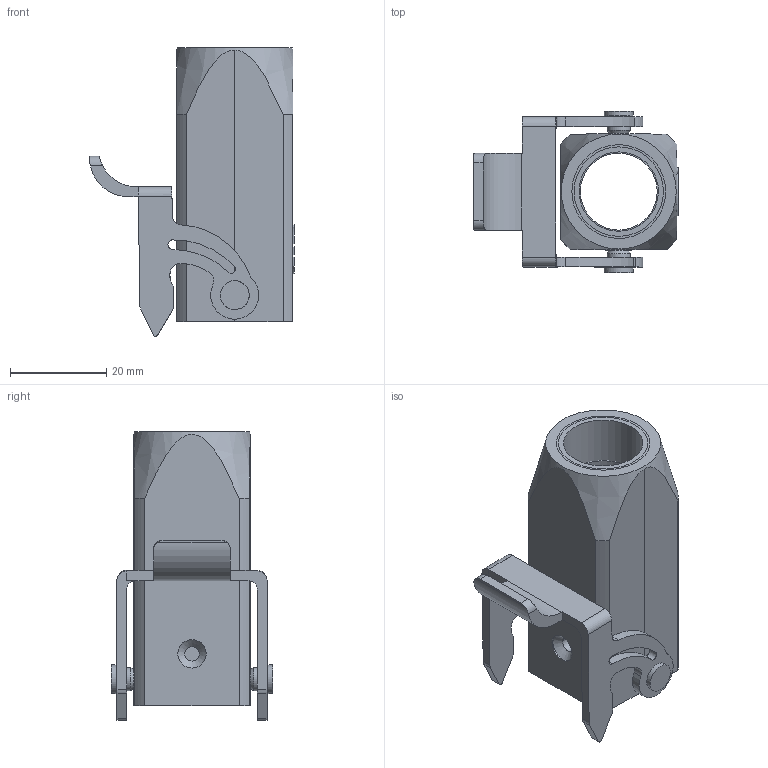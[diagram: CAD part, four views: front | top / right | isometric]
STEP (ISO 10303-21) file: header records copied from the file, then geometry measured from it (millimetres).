
FILE_DESCRIPTION((''),'2;1');
FILE_NAME('05200030130.stp','2020-07-08T08:20:09',('e.eickhoff'),(''),'Autodesk Inventor 2012','Autodesk Inventor 2012','');
FILE_SCHEMA(('AUTOMOTIVE_DESIGN { 1 0 10303 214 1 1 1 1 }'));
Length unit declared in the file: millimetre
Products named in the file (4): 05200030130; GMSM20; M16-PG11 Adapter
Assembly tree (3 placements, depth 2):
  05200030130
    05200030130
    GMSM20
    M16-PG11 Adapter
Bounding box: 42.58 x 33.6 x 60.02 mm (x, y, z)
Volume: 12943.4 mm3; surface area: 15225.7 mm2
Topology: 3 solids, 3 shells, 301 faces, 799 edges, 524 vertices
Faces by surface type: plane 152, cylinder 69, bspline 42, cone 26, torus 11, revolution 1
Full cylindrical faces by diameter (mm): 2.6 x2, 3 x1, 4.8 x2, 4.9 x2, 5.9 x1, 6 x2, 16 x1, 16.5 x1, 18.6 x1, 19.5 x1
Entity records: 11539 total; most frequent: CARTESIAN_POINT 4154, ORIENTED_EDGE 1528, DIRECTION 1402, EDGE_CURVE 764, VERTEX_POINT 512, AXIS2_PLACEMENT_3D 496, VECTOR 409, LINE 409
